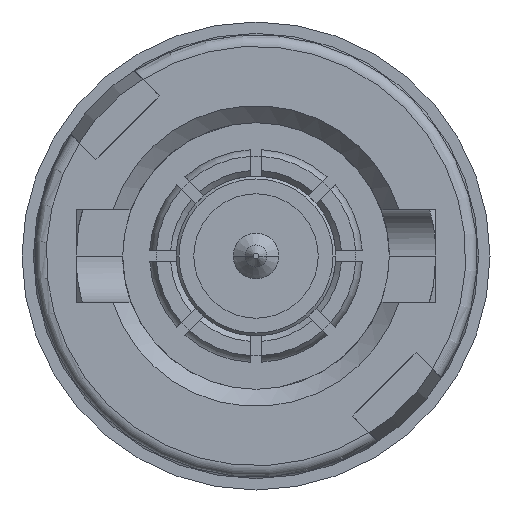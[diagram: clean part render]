
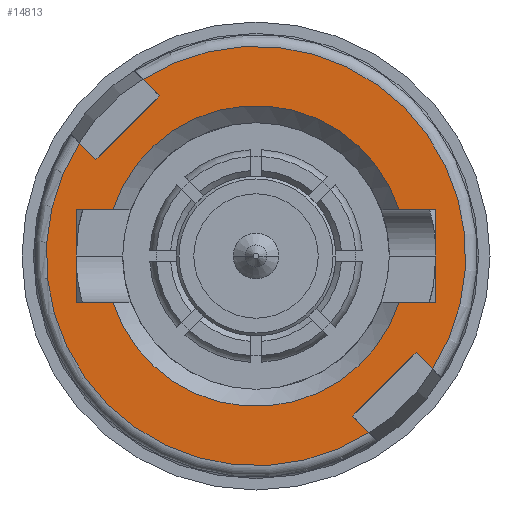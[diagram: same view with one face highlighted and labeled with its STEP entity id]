
A CAD part, left-side view. The second image highlights one B-rep face of the part: STEP entity #14813.
In plain terms, the highlighted planar face has unit normal (-1, 0, 0).
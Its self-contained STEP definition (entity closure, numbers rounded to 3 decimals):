
#466=CARTESIAN_POINT('',(-16.49,-2.507,
0.81));
#473=DIRECTION('',(0.,-1.,0.));
#474=VECTOR('',#473,0.643);
#475=CARTESIAN_POINT('',(-16.49,-2.507,
0.81));
#476=LINE('',#475,#474);
#486=CARTESIAN_POINT('',(-16.49,2.507,0.81));
#496=DIRECTION('',(0.,-1.,0.));
#497=VECTOR('',#496,0.643);
#498=CARTESIAN_POINT('',(-16.49,3.15,0.81));
#499=LINE('',#498,#497);
#630=DIRECTION('',(0.,0.707,0.707));
#631=VECTOR('',#630,0.414);
#632=CARTESIAN_POINT('',(-16.49,-3.096,-1.979));
#633=LINE('',#632,#631);
#634=DIRECTION('',(0.,0.707,-0.707));
#635=VECTOR('',#634,1.58);
#636=CARTESIAN_POINT('',(-16.49,-2.804,-1.686));
#637=LINE('',#636,#635);
#638=DIRECTION('',(0.,-0.707,-0.707));
#639=VECTOR('',#638,0.414);
#640=CARTESIAN_POINT('',(-16.49,-1.686,-2.804));
#641=LINE('',#640,#639);
#642=DIRECTION('',(0.,-0.707,-0.707));
#643=VECTOR('',#642,0.414);
#644=CARTESIAN_POINT('',(-16.49,3.096,1.979));
#645=LINE('',#644,#643);
#646=DIRECTION('',(0.,-0.707,0.707));
#647=VECTOR('',#646,1.58);
#648=CARTESIAN_POINT('',(-16.49,2.804,1.686));
#649=LINE('',#648,#647);
#650=DIRECTION('',(0.,0.707,0.707));
#651=VECTOR('',#650,0.414);
#652=CARTESIAN_POINT('',(-16.49,1.686,2.804));
#653=LINE('',#652,#651);
#654=CARTESIAN_POINT('',(-16.49,0.,0.));
#655=DIRECTION('',(1.,0.,0.));
#656=DIRECTION('',(0.,-0.952,-0.307));
#657=AXIS2_PLACEMENT_3D('',#654,#655,#656);
#659=DIRECTION('',(0.,0.,-1.));
#660=VECTOR('',#659,1.62);
#661=CARTESIAN_POINT('',(-16.49,-3.15,0.81));
#662=LINE('',#661,#660);
#663=CARTESIAN_POINT('',(-16.49,0.,0.));
#664=DIRECTION('',(1.,0.,0.));
#665=DIRECTION('',(0.,0.952,0.307));
#666=AXIS2_PLACEMENT_3D('',#663,#664,#665);
#668=DIRECTION('',(0.,0.,1.));
#669=VECTOR('',#668,1.62);
#670=CARTESIAN_POINT('',(-16.49,3.15,-0.81));
#671=LINE('',#670,#669);
#710=CARTESIAN_POINT('',(-16.49,-2.507,
-0.81));
#720=DIRECTION('',(0.,1.,0.));
#721=VECTOR('',#720,0.643);
#722=CARTESIAN_POINT('',(-16.49,-3.15,-0.81));
#723=LINE('',#722,#721);
#724=CARTESIAN_POINT('',(-16.49,2.507,
-0.81));
#731=DIRECTION('',(0.,1.,0.));
#732=VECTOR('',#731,0.643);
#733=CARTESIAN_POINT('',(-16.49,2.507,
-0.81));
#734=LINE('',#733,#732);
#781=CARTESIAN_POINT('',(-16.49,0.,0.));
#782=DIRECTION('',(-1.,0.,0.));
#783=DIRECTION('',(0.,0.843,0.539));
#784=AXIS2_PLACEMENT_3D('',#781,#782,#783);
#10998=CARTESIAN_POINT('',(-16.49,0.,0.));
#10999=DIRECTION('',(-1.,0.,0.));
#11000=DIRECTION('',(0.,-0.843,-0.539));
#11001=AXIS2_PLACEMENT_3D('',#10998,#10999,#11000);
#12493=VERTEX_POINT('',#724);
#12497=VERTEX_POINT('',#710);
#12498=VERTEX_POINT('',#466);
#12502=VERTEX_POINT('',#486);
#12539=CARTESIAN_POINT('',(-16.49,-2.804,-1.686));
#12541=VERTEX_POINT('',#12539);
#12543=CARTESIAN_POINT('',(-16.49,-1.686,-2.804));
#12545=VERTEX_POINT('',#12543);
#12547=CARTESIAN_POINT('',(-16.49,2.804,1.686));
#12549=VERTEX_POINT('',#12547);
#12551=CARTESIAN_POINT('',(-16.49,1.686,2.804));
#12553=VERTEX_POINT('',#12551);
#12559=CARTESIAN_POINT('',(-16.49,-3.096,-1.979));
#12560=VERTEX_POINT('',#12559);
#12561=CARTESIAN_POINT('',(-16.49,-1.979,-3.096));
#12562=VERTEX_POINT('',#12561);
#12563=CARTESIAN_POINT('',(-16.49,3.096,1.979));
#12564=VERTEX_POINT('',#12563);
#12565=CARTESIAN_POINT('',(-16.49,1.979,3.096));
#12566=VERTEX_POINT('',#12565);
#12591=CARTESIAN_POINT('',(-16.49,3.15,-0.81));
#12592=CARTESIAN_POINT('',(-16.49,3.15,0.81));
#12593=VERTEX_POINT('',#12591);
#12594=VERTEX_POINT('',#12592);
#12595=CARTESIAN_POINT('',(-16.49,-3.15,0.81));
#12596=CARTESIAN_POINT('',(-16.49,-3.15,-0.81));
#12597=VERTEX_POINT('',#12595);
#12598=VERTEX_POINT('',#12596);
#14777=CARTESIAN_POINT('',(-16.49,0.,0.));
#14778=DIRECTION('',(-1.,0.,0.));
#14779=DIRECTION('',(0.,-1.,0.));
#14780=AXIS2_PLACEMENT_3D('',#14777,#14778,#14779);
#14781=PLANE('',#14780);
#14783=ORIENTED_EDGE('',*,*,#14782,.T.);
#14785=ORIENTED_EDGE('',*,*,#14784,.T.);
#14787=ORIENTED_EDGE('',*,*,#14786,.T.);
#14789=ORIENTED_EDGE('',*,*,#14788,.F.);
#14791=ORIENTED_EDGE('',*,*,#14790,.T.);
#14792=ORIENTED_EDGE('',*,*,#14729,.T.);
#14794=ORIENTED_EDGE('',*,*,#14793,.T.);
#14796=ORIENTED_EDGE('',*,*,#14795,.F.);
#14797=EDGE_LOOP('',(#14783,#14785,#14787,#14789,#14791,#14792,#14794,#14796));
#14798=FACE_OUTER_BOUND('',#14797,.F.);
#14800=ORIENTED_EDGE('',*,*,#14799,.F.);
#14802=ORIENTED_EDGE('',*,*,#14801,.F.);
#14803=ORIENTED_EDGE('',*,*,#14768,.F.);
#14804=ORIENTED_EDGE('',*,*,#14609,.F.);
#14805=ORIENTED_EDGE('',*,*,#14633,.F.);
#14806=ORIENTED_EDGE('',*,*,#14655,.F.);
#14808=ORIENTED_EDGE('',*,*,#14807,.F.);
#14810=ORIENTED_EDGE('',*,*,#14809,.F.);
#14811=EDGE_LOOP('',(#14800,#14802,#14803,#14804,#14805,#14806,#14808,#14810));
#14812=FACE_BOUND('',#14811,.F.);
#14813=ADVANCED_FACE('',(#14798,#14812),#14781,.T.);
#658=CIRCLE('',#657,2.635);
#667=CIRCLE('',#666,2.635);
#785=CIRCLE('',#784,3.675);
#11002=CIRCLE('',#11001,3.675);
#14609=EDGE_CURVE('',#12498,#12597,#476,.T.);
#14633=EDGE_CURVE('',#12502,#12498,#667,.T.);
#14655=EDGE_CURVE('',#12594,#12502,#499,.T.);
#14729=EDGE_CURVE('',#12549,#12553,#649,.T.);
#14768=EDGE_CURVE('',#12597,#12598,#662,.T.);
#14782=EDGE_CURVE('',#12560,#12541,#633,.T.);
#14784=EDGE_CURVE('',#12541,#12545,#637,.T.);
#14786=EDGE_CURVE('',#12545,#12562,#641,.T.);
#14788=EDGE_CURVE('',#12564,#12562,#785,.T.);
#14790=EDGE_CURVE('',#12564,#12549,#645,.T.);
#14793=EDGE_CURVE('',#12553,#12566,#653,.T.);
#14795=EDGE_CURVE('',#12560,#12566,#11002,.T.);
#14799=EDGE_CURVE('',#12497,#12493,#658,.T.);
#14801=EDGE_CURVE('',#12598,#12497,#723,.T.);
#14807=EDGE_CURVE('',#12593,#12594,#671,.T.);
#14809=EDGE_CURVE('',#12493,#12593,#734,.T.);
